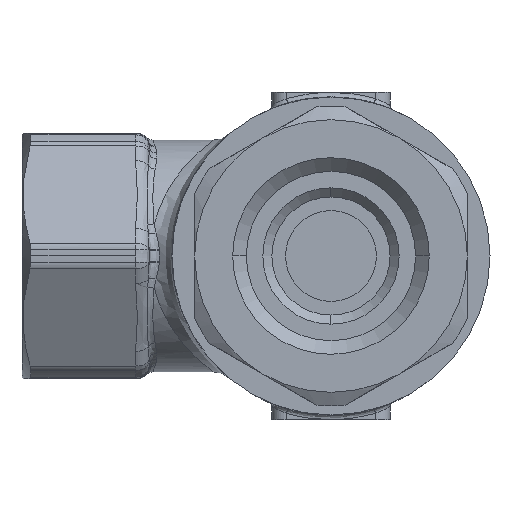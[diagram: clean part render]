
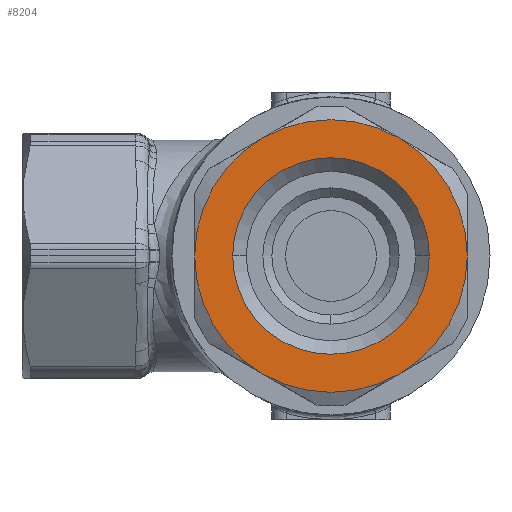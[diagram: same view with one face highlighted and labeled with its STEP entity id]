
A CAD part, front view. The second image highlights one B-rep face of the part: STEP entity #8204.
In plain terms, the highlighted planar face has unit normal (0, -1, 0).
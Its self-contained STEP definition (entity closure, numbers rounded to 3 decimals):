
#800 = CIRCLE ( 'NONE', #854, 15. ) ;
#816 = CIRCLE ( 'NONE', #844, 15. ) ;
#844 = AXIS2_PLACEMENT_3D ( 'NONE', #33681, #33682, #33683 ) ;
#854 = AXIS2_PLACEMENT_3D ( 'NONE', #33261, #33262, #33263 ) ;
#886 = AXIS2_PLACEMENT_3D ( 'NONE', #33088, #33089, #33090 ) ;
#930 = CIRCLE ( 'NONE', #886, 10.816 ) ;
#990 = AXIS2_PLACEMENT_3D ( 'NONE', #33562, #33563, #33564 ) ;
#998 = CIRCLE ( 'NONE', #990, 15. ) ;
#1074 = AXIS2_PLACEMENT_3D ( 'NONE', #33308, #33309, #33310 ) ;
#1089 = CIRCLE ( 'NONE', #1074, 15. ) ;
#7965 = EDGE_CURVE ( 'NONE', #30475, #30237, #28185, .T. ) ;
#7969 = EDGE_CURVE ( 'NONE', #30414, #30468, #27318, .T. ) ;
#8001 = EDGE_CURVE ( 'NONE', #30468, #30503, #27192, .T. ) ;
#8204 = ADVANCED_FACE ( 'NONE', ( #11868, #11866 ), #11865, .T. ) ;
#9662 = EDGE_LOOP ( 'NONE', ( #22676, #22670, #22672, #22666, #22668, #22662 ) ) ;
#9730 = EDGE_LOOP ( 'NONE', ( #22736, #22730 ) ) ;
#11443 = EDGE_CURVE ( 'NONE', #30237, #30475, #930, .T. ) ;
#11479 = EDGE_CURVE ( 'NONE', #30157, #30514, #800, .T. ) ;
#11490 = EDGE_CURVE ( 'NONE', #30503, #30157, #1089, .T. ) ;
#11506 = EDGE_CURVE ( 'NONE', #30514, #28638, #998, .T. ) ;
#11536 = EDGE_CURVE ( 'NONE', #28638, #30414, #816, .T. ) ;
#11851 = DIRECTION ( 'NONE',  ( 0., 0., -1. ) ) ;
#11852 = DIRECTION ( 'NONE',  ( 0., -1., 0. ) ) ;
#11853 = CARTESIAN_POINT ( 'NONE',  ( 15., -56.439, -8.66 ) ) ;
#11865 = PLANE ( 'NONE',  #28248 ) ;
#11866 = FACE_BOUND ( 'NONE', #9730, .T. ) ;
#11868 = FACE_OUTER_BOUND ( 'NONE', #9662, .T. ) ;
#22662 = ORIENTED_EDGE ( 'NONE', *, *, #8001, .T. ) ;
#22666 = ORIENTED_EDGE ( 'NONE', *, *, #11536, .T. ) ;
#22668 = ORIENTED_EDGE ( 'NONE', *, *, #7969, .T. ) ;
#22670 = ORIENTED_EDGE ( 'NONE', *, *, #11479, .T. ) ;
#22672 = ORIENTED_EDGE ( 'NONE', *, *, #11506, .T. ) ;
#22676 = ORIENTED_EDGE ( 'NONE', *, *, #11490, .T. ) ;
#22730 = ORIENTED_EDGE ( 'NONE', *, *, #7965, .T. ) ;
#22736 = ORIENTED_EDGE ( 'NONE', *, *, #11443, .T. ) ;
#26970 = AXIS2_PLACEMENT_3D ( 'NONE', #30502, #30286, #30504 ) ;
#27192 = CIRCLE ( 'NONE', #27260, 15. ) ;
#27260 = AXIS2_PLACEMENT_3D ( 'NONE', #30359, #30315, #30255 ) ;
#27318 = CIRCLE ( 'NONE', #26970, 15. ) ;
#27974 = AXIS2_PLACEMENT_3D ( 'NONE', #30156, #30242, #30401 ) ;
#28185 = CIRCLE ( 'NONE', #27974, 10.816 ) ;
#28248 = AXIS2_PLACEMENT_3D ( 'NONE', #11853, #11852, #11851 ) ;
#28638 = VERTEX_POINT ( 'NONE', #29302 ) ;
#29302 = CARTESIAN_POINT ( 'NONE',  ( 7.5, -56.439, -12.99 ) ) ;
#29332 = CARTESIAN_POINT ( 'NONE',  ( -15., -56.439, 0. ) ) ;
#29372 = CARTESIAN_POINT ( 'NONE',  ( 10.816, -56.439, 0. ) ) ;
#29406 = CARTESIAN_POINT ( 'NONE',  ( 15., -56.439, 0. ) ) ;
#29447 = CARTESIAN_POINT ( 'NONE',  ( 7.5, -56.439, 12.99 ) ) ;
#29451 = CARTESIAN_POINT ( 'NONE',  ( -10.816, -56.439, 0. ) ) ;
#29469 = CARTESIAN_POINT ( 'NONE',  ( -7.5, -56.439, 12.99 ) ) ;
#29476 = CARTESIAN_POINT ( 'NONE',  ( -7.5, -56.439, -12.99 ) ) ;
#30156 = CARTESIAN_POINT ( 'NONE',  ( 0., -56.439, 0. ) ) ;
#30157 = VERTEX_POINT ( 'NONE', #29332 ) ;
#30237 = VERTEX_POINT ( 'NONE', #29372 ) ;
#30242 = DIRECTION ( 'NONE',  ( 0., 1., 0. ) ) ;
#30255 = DIRECTION ( 'NONE',  ( -1., 0., 0. ) ) ;
#30286 = DIRECTION ( 'NONE',  ( 0., -1., 0. ) ) ;
#30315 = DIRECTION ( 'NONE',  ( 0., -1., 0. ) ) ;
#30359 = CARTESIAN_POINT ( 'NONE',  ( 0., -56.439, 0. ) ) ;
#30401 = DIRECTION ( 'NONE',  ( 1., 0., 0. ) ) ;
#30414 = VERTEX_POINT ( 'NONE', #29406 ) ;
#30468 = VERTEX_POINT ( 'NONE', #29447 ) ;
#30475 = VERTEX_POINT ( 'NONE', #29451 ) ;
#30502 = CARTESIAN_POINT ( 'NONE',  ( 0., -56.439, 0. ) ) ;
#30503 = VERTEX_POINT ( 'NONE', #29469 ) ;
#30504 = DIRECTION ( 'NONE',  ( -1., 0., 0. ) ) ;
#30514 = VERTEX_POINT ( 'NONE', #29476 ) ;
#33088 = CARTESIAN_POINT ( 'NONE',  ( 0., -56.439, 0. ) ) ;
#33089 = DIRECTION ( 'NONE',  ( 0., 1., 0. ) ) ;
#33090 = DIRECTION ( 'NONE',  ( 1., 0., 0. ) ) ;
#33261 = CARTESIAN_POINT ( 'NONE',  ( 0., -56.439, 0. ) ) ;
#33262 = DIRECTION ( 'NONE',  ( 0., -1., 0. ) ) ;
#33263 = DIRECTION ( 'NONE',  ( -1., 0., 0. ) ) ;
#33308 = CARTESIAN_POINT ( 'NONE',  ( 0., -56.439, 0. ) ) ;
#33309 = DIRECTION ( 'NONE',  ( 0., -1., 0. ) ) ;
#33310 = DIRECTION ( 'NONE',  ( -1., 0., 0. ) ) ;
#33562 = CARTESIAN_POINT ( 'NONE',  ( 0., -56.439, 0. ) ) ;
#33563 = DIRECTION ( 'NONE',  ( 0., -1., 0. ) ) ;
#33564 = DIRECTION ( 'NONE',  ( -1., 0., 0. ) ) ;
#33681 = CARTESIAN_POINT ( 'NONE',  ( 0., -56.439, 0. ) ) ;
#33682 = DIRECTION ( 'NONE',  ( 0., -1., 0. ) ) ;
#33683 = DIRECTION ( 'NONE',  ( -1., 0., 0. ) ) ;
